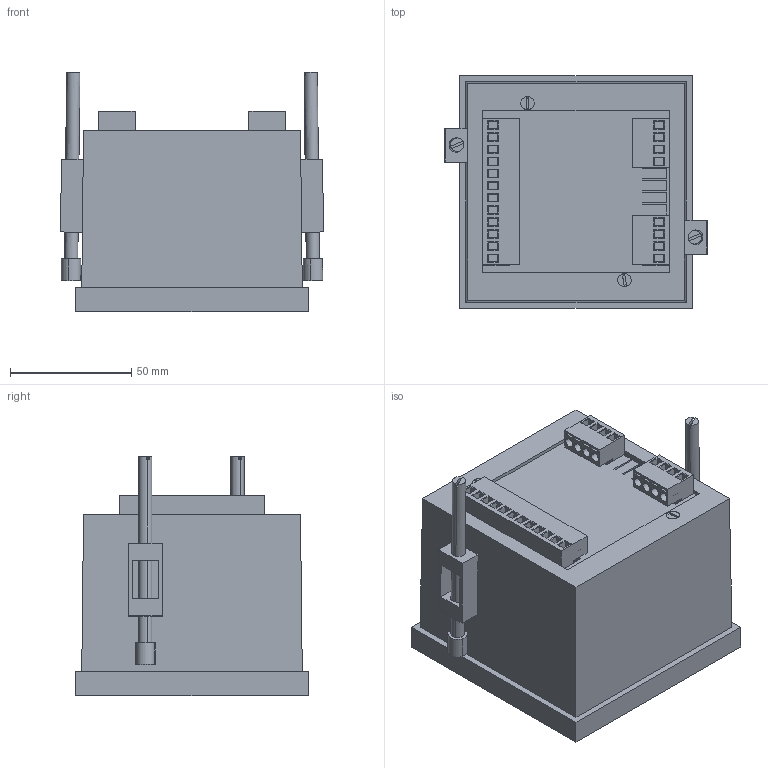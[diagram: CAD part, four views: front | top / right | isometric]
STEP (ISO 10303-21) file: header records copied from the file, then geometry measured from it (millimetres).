
FILE_DESCRIPTION (( 'STEP AP214' ), '1' );
FILE_NAME ('IC-065-07.STEP', '2022-01-17T14:13:58', ( '' ), ( '' ), 'SwSTEP 2.0', 'SolidWorks 2017', '' );
FILE_SCHEMA (( 'AUTOMOTIVE_DESIGN' ));
Length unit declared in the file: millimetre
Products named in the file (32): Terminal5mm-4Plug-In; Clamp-Plastic-1; Clamp-Plastic-2; Screw-Countershank; BrassInserta; IC-065-EuroTermPCB; BP-96-Euro; Terminal5mm-12Plug-In; Clamp-Metal-065; Clamp-065; Front Plate FP-96-01-Red; IC-065-07; Babk Plate BP-96-EuroTerminals; Case IC-065
Assembly tree (18 placements, depth 3):
  Terminal5mm-4Plug-In
  Clamp-Plastic-1
  Clamp-Plastic-2
  Screw-Countershank
  BrassInserta
Bounding box: 108.46 x 96 x 98.98 mm (x, y, z)
Volume: 141117.5 mm3; surface area: 137664.9 mm2
Topology: 18 solids, 18 shells, 929 faces, 2370 edges, 1542 vertices
Faces by surface type: plane 667, cylinder 250, cone 12
Entity records: 22632 total; most frequent: CARTESIAN_POINT 3787, DIRECTION 3768, ORIENTED_EDGE 3674, EDGE_CURVE 1837, VECTOR 1384, LINE 1384, VERTEX_POINT 1195, AXIS2_PLACEMENT_3D 1192
